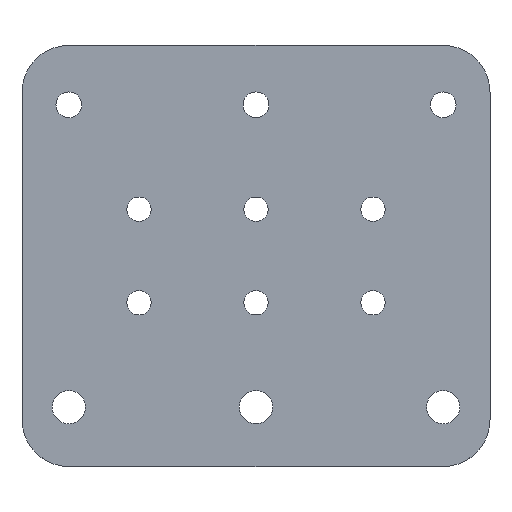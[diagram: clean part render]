
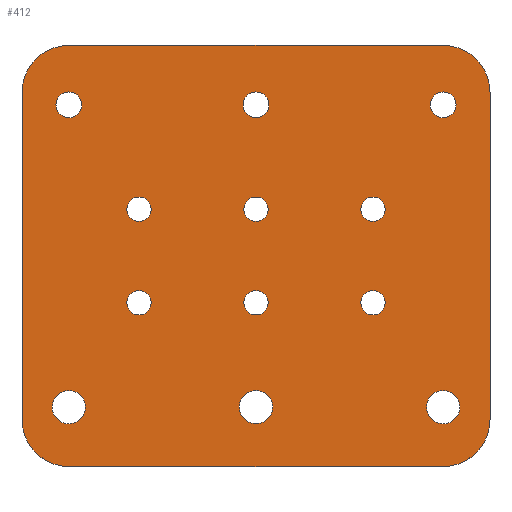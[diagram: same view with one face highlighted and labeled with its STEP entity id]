
A CAD part, top view. The second image highlights one B-rep face of the part: STEP entity #412.
In plain terms, the highlighted planar face has unit normal (0, 0, 1).
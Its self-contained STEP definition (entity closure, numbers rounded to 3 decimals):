
#13=PLANE($,#463);
#21=LINE($,#676,#37);
#22=LINE($,#680,#38);
#23=LINE($,#684,#39);
#24=LINE($,#687,#40);
#37=VECTOR($,#562,80.);
#38=VECTOR($,#565,70.);
#39=VECTOR($,#568,80.);
#40=VECTOR($,#571,70.);
#63=FACE_BOUND($,#134,.T.);
#64=FACE_BOUND($,#135,.T.);
#65=FACE_BOUND($,#136,.T.);
#66=FACE_BOUND($,#137,.T.);
#67=FACE_BOUND($,#138,.T.);
#68=FACE_BOUND($,#139,.T.);
#69=FACE_BOUND($,#140,.T.);
#70=FACE_BOUND($,#141,.T.);
#71=FACE_BOUND($,#142,.T.);
#72=FACE_BOUND($,#143,.T.);
#73=FACE_BOUND($,#144,.T.);
#74=FACE_BOUND($,#145,.T.);
#75=FACE_BOUND($,#146,.T.);
#134=EDGE_LOOP($,(#315));
#135=EDGE_LOOP($,(#316));
#136=EDGE_LOOP($,(#317));
#137=EDGE_LOOP($,(#318));
#138=EDGE_LOOP($,(#319));
#139=EDGE_LOOP($,(#320));
#140=EDGE_LOOP($,(#321));
#141=EDGE_LOOP($,(#322));
#142=EDGE_LOOP($,(#323));
#143=EDGE_LOOP($,(#324));
#144=EDGE_LOOP($,(#325));
#145=EDGE_LOOP($,(#326));
#146=EDGE_LOOP($,(#327,#328,#329,#330,#331,#332,#333,#334));
#168=CIRCLE($,#426,2.6);
#170=CIRCLE($,#429,2.6);
#172=CIRCLE($,#432,2.6);
#174=CIRCLE($,#435,2.6);
#176=CIRCLE($,#438,2.6);
#178=CIRCLE($,#441,2.6);
#180=CIRCLE($,#444,3.569);
#182=CIRCLE($,#447,2.75);
#184=CIRCLE($,#450,3.569);
#186=CIRCLE($,#453,2.75);
#188=CIRCLE($,#456,3.569);
#190=CIRCLE($,#459,2.75);
#191=CIRCLE($,#461,10.);
#193=CIRCLE($,#464,10.);
#194=CIRCLE($,#465,10.);
#195=CIRCLE($,#466,10.);
#200=VERTEX_POINT($,#608);
#202=VERTEX_POINT($,#613);
#204=VERTEX_POINT($,#618);
#206=VERTEX_POINT($,#623);
#208=VERTEX_POINT($,#628);
#210=VERTEX_POINT($,#633);
#212=VERTEX_POINT($,#638);
#214=VERTEX_POINT($,#643);
#216=VERTEX_POINT($,#648);
#218=VERTEX_POINT($,#653);
#220=VERTEX_POINT($,#658);
#222=VERTEX_POINT($,#663);
#223=VERTEX_POINT($,#666);
#224=VERTEX_POINT($,#667);
#227=VERTEX_POINT($,#675);
#228=VERTEX_POINT($,#677);
#229=VERTEX_POINT($,#679);
#230=VERTEX_POINT($,#681);
#231=VERTEX_POINT($,#683);
#232=VERTEX_POINT($,#685);
#240=EDGE_CURVE($,#200,#200,#168,.T.);
#242=EDGE_CURVE($,#202,#202,#170,.T.);
#244=EDGE_CURVE($,#204,#204,#172,.T.);
#246=EDGE_CURVE($,#206,#206,#174,.T.);
#248=EDGE_CURVE($,#208,#208,#176,.T.);
#250=EDGE_CURVE($,#210,#210,#178,.T.);
#252=EDGE_CURVE($,#212,#212,#180,.T.);
#254=EDGE_CURVE($,#214,#214,#182,.T.);
#256=EDGE_CURVE($,#216,#216,#184,.T.);
#258=EDGE_CURVE($,#218,#218,#186,.T.);
#260=EDGE_CURVE($,#220,#220,#188,.T.);
#262=EDGE_CURVE($,#222,#222,#190,.T.);
#263=EDGE_CURVE($,#223,#224,#191,.T.);
#267=EDGE_CURVE($,#227,#223,#21,.T.);
#268=EDGE_CURVE($,#228,#227,#193,.T.);
#269=EDGE_CURVE($,#229,#228,#22,.T.);
#270=EDGE_CURVE($,#230,#229,#194,.T.);
#271=EDGE_CURVE($,#231,#230,#23,.T.);
#272=EDGE_CURVE($,#232,#231,#195,.T.);
#273=EDGE_CURVE($,#224,#232,#24,.T.);
#315=ORIENTED_EDGE($,*,*,#240,.T.);
#316=ORIENTED_EDGE($,*,*,#242,.T.);
#317=ORIENTED_EDGE($,*,*,#244,.T.);
#318=ORIENTED_EDGE($,*,*,#246,.T.);
#319=ORIENTED_EDGE($,*,*,#248,.T.);
#320=ORIENTED_EDGE($,*,*,#250,.T.);
#321=ORIENTED_EDGE($,*,*,#252,.T.);
#322=ORIENTED_EDGE($,*,*,#254,.T.);
#323=ORIENTED_EDGE($,*,*,#256,.T.);
#324=ORIENTED_EDGE($,*,*,#258,.T.);
#325=ORIENTED_EDGE($,*,*,#260,.T.);
#326=ORIENTED_EDGE($,*,*,#262,.T.);
#327=ORIENTED_EDGE($,*,*,#263,.F.);
#328=ORIENTED_EDGE($,*,*,#267,.F.);
#329=ORIENTED_EDGE($,*,*,#268,.F.);
#330=ORIENTED_EDGE($,*,*,#269,.F.);
#331=ORIENTED_EDGE($,*,*,#270,.F.);
#332=ORIENTED_EDGE($,*,*,#271,.F.);
#333=ORIENTED_EDGE($,*,*,#272,.F.);
#334=ORIENTED_EDGE($,*,*,#273,.F.);
#412=ADVANCED_FACE($,(#63,#64,#65,#66,#67,#68,#69,#70,#71,#72,#73,#74,#75),
#13,.T.);
#426=AXIS2_PLACEMENT_3D($,#609,#484,#485);
#429=AXIS2_PLACEMENT_3D($,#614,#490,#491);
#432=AXIS2_PLACEMENT_3D($,#619,#496,#497);
#435=AXIS2_PLACEMENT_3D($,#624,#502,#503);
#438=AXIS2_PLACEMENT_3D($,#629,#508,#509);
#441=AXIS2_PLACEMENT_3D($,#634,#514,#515);
#444=AXIS2_PLACEMENT_3D($,#639,#520,#521);
#447=AXIS2_PLACEMENT_3D($,#644,#526,#527);
#450=AXIS2_PLACEMENT_3D($,#649,#532,#533);
#453=AXIS2_PLACEMENT_3D($,#654,#538,#539);
#456=AXIS2_PLACEMENT_3D($,#659,#544,#545);
#459=AXIS2_PLACEMENT_3D($,#664,#550,#551);
#461=AXIS2_PLACEMENT_3D($,#668,#554,#555);
#463=AXIS2_PLACEMENT_3D($,#674,#560,#561);
#464=AXIS2_PLACEMENT_3D($,#678,#563,#564);
#465=AXIS2_PLACEMENT_3D($,#682,#566,#567);
#466=AXIS2_PLACEMENT_3D($,#686,#569,#570);
#484=DIRECTION('center_axis',(0.,0.,-1.));
#485=DIRECTION('ref_axis',(-1.,0.,0.));
#490=DIRECTION('center_axis',(0.,0.,-1.));
#491=DIRECTION('ref_axis',(-1.,0.,0.));
#496=DIRECTION('center_axis',(0.,0.,-1.));
#497=DIRECTION('ref_axis',(-1.,0.,0.));
#502=DIRECTION('center_axis',(0.,0.,-1.));
#503=DIRECTION('ref_axis',(-1.,0.,0.));
#508=DIRECTION('center_axis',(0.,0.,-1.));
#509=DIRECTION('ref_axis',(-1.,0.,0.));
#514=DIRECTION('center_axis',(0.,0.,-1.));
#515=DIRECTION('ref_axis',(-1.,0.,0.));
#520=DIRECTION('center_axis',(0.,0.,-1.));
#521=DIRECTION('ref_axis',(-1.,0.,0.));
#526=DIRECTION('center_axis',(0.,0.,-1.));
#527=DIRECTION('ref_axis',(-1.,0.,0.));
#532=DIRECTION('center_axis',(0.,0.,-1.));
#533=DIRECTION('ref_axis',(-1.,0.,0.));
#538=DIRECTION('center_axis',(0.,0.,-1.));
#539=DIRECTION('ref_axis',(-1.,0.,0.));
#544=DIRECTION('center_axis',(0.,0.,-1.));
#545=DIRECTION('ref_axis',(-1.,0.,0.));
#550=DIRECTION('center_axis',(0.,0.,-1.));
#551=DIRECTION('ref_axis',(-1.,0.,0.));
#554=DIRECTION('center_axis',(0.,0.,-1.));
#555=DIRECTION('ref_axis',(-0.707,-0.707,0.));
#560=DIRECTION('center_axis',(0.,0.,1.));
#561=DIRECTION('ref_axis',(1.,0.,0.));
#562=DIRECTION($,(-1.,0.,0.));
#563=DIRECTION('center_axis',(0.,0.,-1.));
#564=DIRECTION('ref_axis',(0.707,-0.707,0.));
#565=DIRECTION($,(0.,-1.,0.));
#566=DIRECTION('center_axis',(0.,0.,-1.));
#567=DIRECTION('ref_axis',(0.707,0.707,0.));
#568=DIRECTION($,(1.,0.,0.));
#569=DIRECTION('center_axis',(0.,0.,-1.));
#570=DIRECTION('ref_axis',(-0.707,0.707,0.));
#571=DIRECTION($,(0.,1.,0.));
#608=CARTESIAN_POINT('',(27.6,10.,2.657));
#609=CARTESIAN_POINT('Origin',(25.,10.,2.657));
#613=CARTESIAN_POINT('',(2.6,10.,2.657));
#614=CARTESIAN_POINT('Origin',(0.,10.,2.657));
#618=CARTESIAN_POINT('',(-22.4,10.,2.657));
#619=CARTESIAN_POINT('Origin',(-25.,10.,2.657));
#623=CARTESIAN_POINT('',(27.6,-10.,2.657));
#624=CARTESIAN_POINT('Origin',(25.,-10.,2.657));
#628=CARTESIAN_POINT('',(2.6,-10.,2.657));
#629=CARTESIAN_POINT('Origin',(0.,-10.,2.657));
#633=CARTESIAN_POINT('',(-22.4,-10.,2.657));
#634=CARTESIAN_POINT('Origin',(-25.,-10.,2.657));
#638=CARTESIAN_POINT('',(-36.432,-32.3,2.657));
#639=CARTESIAN_POINT('Origin',(-40.,-32.3,2.657));
#643=CARTESIAN_POINT('',(-37.25,32.3,2.657));
#644=CARTESIAN_POINT('Origin',(-40.,32.3,2.657));
#648=CARTESIAN_POINT('',(3.569,-32.3,2.657));
#649=CARTESIAN_POINT('Origin',(0.,-32.3,2.657));
#653=CARTESIAN_POINT('',(2.75,32.3,2.657));
#654=CARTESIAN_POINT('Origin',(0.,32.3,2.657));
#658=CARTESIAN_POINT('',(43.569,-32.3,2.657));
#659=CARTESIAN_POINT('Origin',(40.,-32.3,2.657));
#663=CARTESIAN_POINT('',(42.75,32.3,2.657));
#664=CARTESIAN_POINT('Origin',(40.,32.3,2.657));
#666=CARTESIAN_POINT('',(-40.,-45.,2.657));
#667=CARTESIAN_POINT('',(-50.,-35.,2.657));
#668=CARTESIAN_POINT('Origin',(-40.,-35.,2.657));
#674=CARTESIAN_POINT('Origin',(0.,0.,
2.657));
#675=CARTESIAN_POINT('',(40.,-45.,2.657));
#676=CARTESIAN_POINT($,(50.,-45.,2.657));
#677=CARTESIAN_POINT('',(50.,-35.,2.657));
#678=CARTESIAN_POINT('Origin',(40.,-35.,2.657));
#679=CARTESIAN_POINT('',(50.,35.,2.657));
#680=CARTESIAN_POINT($,(50.,45.,2.657));
#681=CARTESIAN_POINT('',(40.,45.,2.657));
#682=CARTESIAN_POINT('Origin',(40.,35.,2.657));
#683=CARTESIAN_POINT('',(-40.,45.,2.657));
#684=CARTESIAN_POINT($,(-50.,45.,2.657));
#685=CARTESIAN_POINT('',(-50.,35.,2.657));
#686=CARTESIAN_POINT('Origin',(-40.,35.,2.657));
#687=CARTESIAN_POINT($,(-50.,-45.,2.657));
